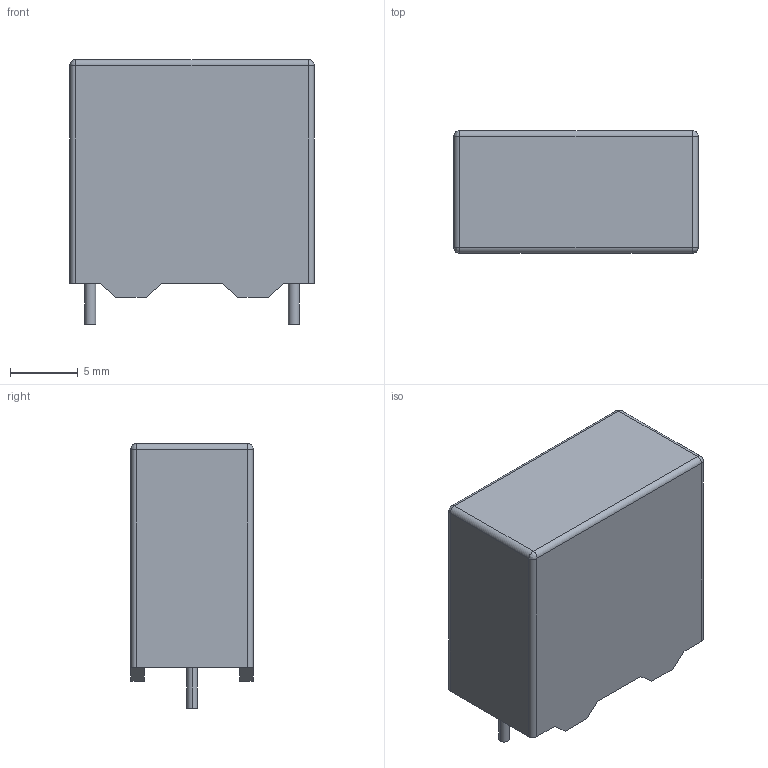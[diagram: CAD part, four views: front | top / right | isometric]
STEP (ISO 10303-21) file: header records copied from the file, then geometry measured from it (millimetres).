
FILE_DESCRIPTION (( 'STEP AP214' ), '1' );
FILE_NAME ('User Library-CAP X2-9X17.5X18.STEP', '2019-01-24T14:01:45', ( '' ), ( '' ), 'SwSTEP 2.0', 'SolidWorks 2018', '' );
FILE_SCHEMA (( 'AUTOMOTIVE_DESIGN' ));
Length unit declared in the file: millimetre
Products named in the file (4): User Library-CAP X2-9X17.5X18_Cylinder; User Library-CAP X2-9X17.5X18_Cylinder001; User Library-CAP X2-9X17.5X18_Cut; User Library-CAP X2-9X17.5X18
Assembly tree (3 placements, depth 2):
  User Library-CAP X2-9X17.5X18
    User Library-CAP X2-9X17.5X18_Cut
    User Library-CAP X2-9X17.5X18_Cylinder
    User Library-CAP X2-9X17.5X18_Cylinder001
Bounding box: 18 x 9 x 19.5 mm (x, y, z)
Volume: 2685.3 mm3; surface area: 1240.9 mm2
Topology: 3 solids, 3 shells, 42 faces, 100 edges, 64 vertices
Faces by surface type: plane 26, cylinder 12, bspline 4
Entity records: 1914 total; most frequent: CARTESIAN_POINT 332, DIRECTION 208, ORIENTED_EDGE 200, EDGE_CURVE 100, VECTOR 72, LINE 72, AXIS2_PLACEMENT_3D 68, VERTEX_POINT 64
